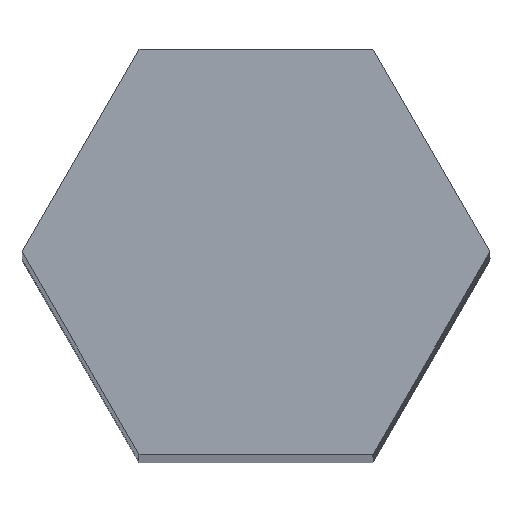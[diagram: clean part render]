
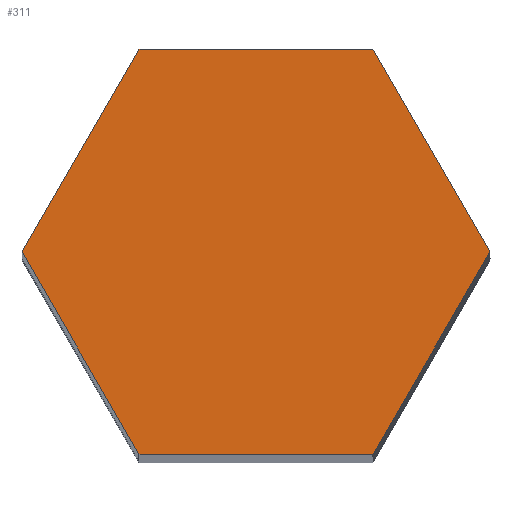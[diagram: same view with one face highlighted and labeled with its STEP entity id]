
A CAD part, top view. The second image highlights one B-rep face of the part: STEP entity #311.
In plain terms, the highlighted planar face has unit normal (0, 0, 1).
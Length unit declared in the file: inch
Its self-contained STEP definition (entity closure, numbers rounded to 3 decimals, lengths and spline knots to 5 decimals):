
#1 = EDGE_CURVE ( 'NONE', #418, #232, #547, .T. ) ;
#6 = CARTESIAN_POINT ( 'NONE',  ( 0.35643, 0., 5.9481 ) ) ;
#32 = CARTESIAN_POINT ( 'NONE',  ( 0.21209, 0.25, 5.9481 ) ) ;
#49 = CARTESIAN_POINT ( 'NONE',  ( 0.6451, 0., 5.9481 ) ) ;
#54 = CARTESIAN_POINT ( 'NONE',  ( 0.06775, 0., 5.9481 ) ) ;
#67 = DIRECTION ( 'NONE',  ( 0., 0., 1. ) ) ;
#68 = ORIENTED_EDGE ( 'NONE', *, *, #1, .T. ) ;
#99 = DIRECTION ( 'NONE',  ( 0.5, 0.866, 0. ) ) ;
#109 = CARTESIAN_POINT ( 'NONE',  ( 0.06775, 0., 5.9481 ) ) ;
#111 = VECTOR ( 'NONE', #273, 39.37008 ) ;
#159 = VERTEX_POINT ( 'NONE', #49 ) ;
#168 = DIRECTION ( 'NONE',  ( 0.5, -0.866, 0. ) ) ;
#172 = EDGE_CURVE ( 'NONE', #382, #418, #558, .T. ) ;
#182 = CARTESIAN_POINT ( 'NONE',  ( 0.21209, 0.25, 5.9481 ) ) ;
#202 = ORIENTED_EDGE ( 'NONE', *, *, #616, .T. ) ;
#229 = LINE ( 'NONE', #393, #111 ) ;
#232 = VERTEX_POINT ( 'NONE', #719 ) ;
#234 = DIRECTION ( 'NONE',  ( -0.969, 0.246, 0. ) ) ;
#237 = ORIENTED_EDGE ( 'NONE', *, *, #172, .T. ) ;
#240 = PLANE ( 'NONE',  #446 ) ;
#248 = EDGE_CURVE ( 'NONE', #522, #382, #698, .T. ) ;
#273 = DIRECTION ( 'NONE',  ( -1., 0., 0. ) ) ;
#280 = CARTESIAN_POINT ( 'NONE',  ( 0.21209, -0.25, 5.9481 ) ) ;
#300 = DIRECTION ( 'NONE',  ( -0.5, -0.866, 0. ) ) ;
#306 = VECTOR ( 'NONE', #99, 39.37008 ) ;
#311 = ADVANCED_FACE ( 'NONE', ( #546 ), #240, .T. ) ;
#329 = CARTESIAN_POINT ( 'NONE',  ( 0.6451, 0., 5.9481 ) ) ;
#350 = CARTESIAN_POINT ( 'NONE',  ( 0.50077, 0.25, 5.9481 ) ) ;
#373 = VERTEX_POINT ( 'NONE', #350 ) ;
#378 = VECTOR ( 'NONE', #300, 39.37008 ) ;
#382 = VERTEX_POINT ( 'NONE', #54 ) ;
#393 = CARTESIAN_POINT ( 'NONE',  ( 0.50077, 0.25, 5.9481 ) ) ;
#405 = VECTOR ( 'NONE', #454, 39.37008 ) ;
#418 = VERTEX_POINT ( 'NONE', #773 ) ;
#446 = AXIS2_PLACEMENT_3D ( 'NONE', #6, #67, #234 ) ;
#451 = EDGE_CURVE ( 'NONE', #373, #522, #229, .T. ) ;
#454 = DIRECTION ( 'NONE',  ( -0.5, 0.866, 0. ) ) ;
#499 = VECTOR ( 'NONE', #168, 39.37008 ) ;
#509 = ORIENTED_EDGE ( 'NONE', *, *, #451, .T. ) ;
#511 = LINE ( 'NONE', #520, #306 ) ;
#517 = DIRECTION ( 'NONE',  ( 1., 0., 0. ) ) ;
#520 = CARTESIAN_POINT ( 'NONE',  ( 0.50077, -0.25, 5.9481 ) ) ;
#522 = VERTEX_POINT ( 'NONE', #32 ) ;
#546 = FACE_OUTER_BOUND ( 'NONE', #661, .T. ) ;
#547 = LINE ( 'NONE', #280, #665 ) ;
#548 = LINE ( 'NONE', #329, #405 ) ;
#558 = LINE ( 'NONE', #109, #499 ) ;
#589 = ORIENTED_EDGE ( 'NONE', *, *, #671, .T. ) ;
#616 = EDGE_CURVE ( 'NONE', #232, #159, #511, .T. ) ;
#661 = EDGE_LOOP ( 'NONE', ( #68, #202, #589, #509, #688, #237 ) ) ;
#665 = VECTOR ( 'NONE', #517, 39.37008 ) ;
#671 = EDGE_CURVE ( 'NONE', #159, #373, #548, .T. ) ;
#688 = ORIENTED_EDGE ( 'NONE', *, *, #248, .T. ) ;
#698 = LINE ( 'NONE', #182, #378 ) ;
#719 = CARTESIAN_POINT ( 'NONE',  ( 0.50077, -0.25, 5.9481 ) ) ;
#773 = CARTESIAN_POINT ( 'NONE',  ( 0.21209, -0.25, 5.9481 ) ) ;
